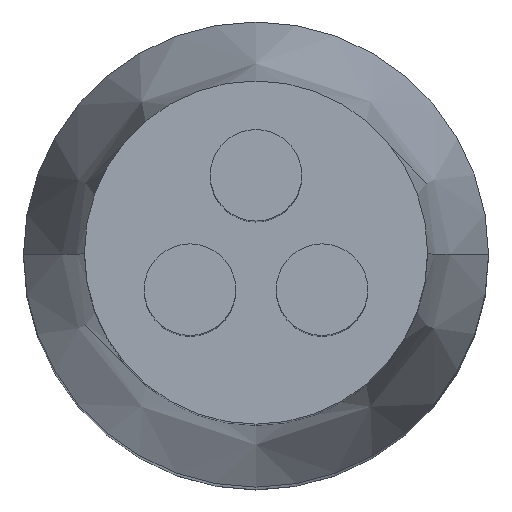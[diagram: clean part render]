
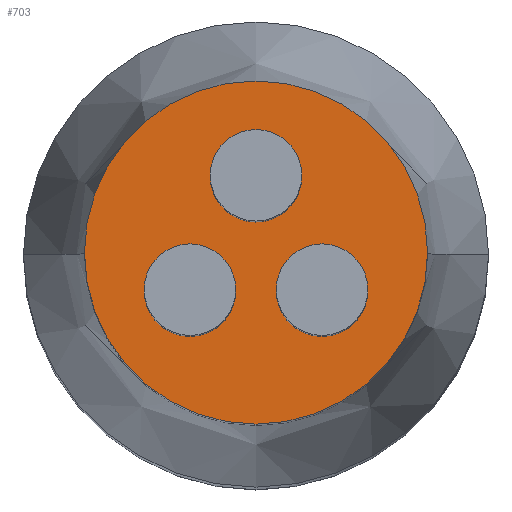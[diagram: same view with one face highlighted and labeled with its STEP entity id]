
A CAD part, top view. The second image highlights one B-rep face of the part: STEP entity #703.
In plain terms, the highlighted planar face has unit normal (0, 0, 1).
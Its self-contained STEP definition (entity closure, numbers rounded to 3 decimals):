
#15 = CARTESIAN_POINT ( 'NONE',  ( -0.866, -0.5, 65. ) ) ;
#16 = CIRCLE ( 'NONE', #500, 2.25 ) ;
#26 = EDGE_CURVE ( 'NONE', #513, #140, #715, .T. ) ;
#37 = PLANE ( 'NONE',  #384 ) ;
#46 = DIRECTION ( 'NONE',  ( 0., 0., 1. ) ) ;
#49 = ORIENTED_EDGE ( 'NONE', *, *, #261, .F. ) ;
#62 = AXIS2_PLACEMENT_3D ( 'NONE', #181, #683, #244 ) ;
#72 = DIRECTION ( 'NONE',  ( 0., 0., -1. ) ) ;
#78 = DIRECTION ( 'NONE',  ( -0.5, 0.866, 0. ) ) ;
#95 = EDGE_LOOP ( 'NONE', ( #438, #617 ) ) ;
#105 = DIRECTION ( 'NONE',  ( 0., 0., 1. ) ) ;
#111 = CARTESIAN_POINT ( 'NONE',  ( -0.866, -0.5, 65. ) ) ;
#110 = AXIS2_PLACEMENT_3D ( 'NONE', #463, #46, #539 ) ;
#114 = CARTESIAN_POINT ( 'NONE',  ( 0., 0., 65. ) ) ;
#119 = ORIENTED_EDGE ( 'NONE', *, *, #798, .F. ) ;
#124 = CARTESIAN_POINT ( 'NONE',  ( 0.266, -0.5, 65. ) ) ;
#130 = VERTEX_POINT ( 'NONE', #775 ) ;
#132 = DIRECTION ( 'NONE',  ( 0., 0., 1. ) ) ;
#136 = FACE_OUTER_BOUND ( 'NONE', #388, .T. ) ;
#140 = VERTEX_POINT ( 'NONE', #289 ) ;
#169 = VERTEX_POINT ( 'NONE', #585 ) ;
#177 = ORIENTED_EDGE ( 'NONE', *, *, #761, .F. ) ;
#180 = DIRECTION ( 'NONE',  ( -1., 0., 0. ) ) ;
#181 = CARTESIAN_POINT ( 'NONE',  ( 0., 1., 65. ) ) ;
#198 = AXIS2_PLACEMENT_3D ( 'NONE', #111, #390, #316 ) ;
#207 = CIRCLE ( 'NONE', #110, 0.6 ) ;
#226 = EDGE_CURVE ( 'NONE', #563, #169, #16, .T. ) ;
#244 = DIRECTION ( 'NONE',  ( 1., 0., 0. ) ) ;
#261 = EDGE_CURVE ( 'NONE', #350, #387, #300, .T. ) ;
#265 = EDGE_CURVE ( 'NONE', #140, #513, #297, .T. ) ;
#271 = AXIS2_PLACEMENT_3D ( 'NONE', #550, #132, #625 ) ;
#277 = CARTESIAN_POINT ( 'NONE',  ( 0., 1., 65. ) ) ;
#289 = CARTESIAN_POINT ( 'NONE',  ( -0.266, -0.5, 65. ) ) ;
#297 = CIRCLE ( 'NONE', #408, 0.6 ) ;
#300 = CIRCLE ( 'NONE', #392, 0.6 ) ;
#316 = DIRECTION ( 'NONE',  ( -0.5, 0.866, 0. ) ) ;
#342 = FACE_BOUND ( 'NONE', #95, .T. ) ;
#350 = VERTEX_POINT ( 'NONE', #662 ) ;
#354 = DIRECTION ( 'NONE',  ( 1., 0., 0. ) ) ;
#384 = AXIS2_PLACEMENT_3D ( 'NONE', #525, #105, #600 ) ;
#387 = VERTEX_POINT ( 'NONE', #723 ) ;
#388 = EDGE_LOOP ( 'NONE', ( #593, #177 ) ) ;
#390 = DIRECTION ( 'NONE',  ( 0., 0., 1. ) ) ;
#392 = AXIS2_PLACEMENT_3D ( 'NONE', #277, #773, #354 ) ;
#394 = CIRCLE ( 'NONE', #271, 0.6 ) ;
#408 = AXIS2_PLACEMENT_3D ( 'NONE', #15, #501, #78 ) ;
#414 = EDGE_CURVE ( 'NONE', #387, #350, #560, .T. ) ;
#429 = EDGE_LOOP ( 'NONE', ( #119, #487 ) ) ;
#438 = ORIENTED_EDGE ( 'NONE', *, *, #26, .F. ) ;
#463 = CARTESIAN_POINT ( 'NONE',  ( 0.866, -0.5, 65. ) ) ;
#476 = CARTESIAN_POINT ( 'NONE',  ( -1.466, -0.5, 65. ) ) ;
#486 = EDGE_CURVE ( 'NONE', #130, #495, #394, .T. ) ;
#487 = ORIENTED_EDGE ( 'NONE', *, *, #486, .F. ) ;
#493 = CARTESIAN_POINT ( 'NONE',  ( 0., 0., 65. ) ) ;
#495 = VERTEX_POINT ( 'NONE', #124 ) ;
#500 = AXIS2_PLACEMENT_3D ( 'NONE', #493, #72, #567 ) ;
#501 = DIRECTION ( 'NONE',  ( 0., 0., 1. ) ) ;
#510 = FACE_BOUND ( 'NONE', #429, .T. ) ;
#513 = VERTEX_POINT ( 'NONE', #476 ) ;
#525 = CARTESIAN_POINT ( 'NONE',  ( 0., 0., 65. ) ) ;
#539 = DIRECTION ( 'NONE',  ( -0.5, -0.866, 0. ) ) ;
#543 = EDGE_LOOP ( 'NONE', ( #671, #49 ) ) ;
#550 = CARTESIAN_POINT ( 'NONE',  ( 0.866, -0.5, 65. ) ) ;
#560 = CIRCLE ( 'NONE', #62, 0.6 ) ;
#563 = VERTEX_POINT ( 'NONE', #875 ) ;
#567 = DIRECTION ( 'NONE',  ( -1., 0., 0. ) ) ;
#585 = CARTESIAN_POINT ( 'NONE',  ( 2.25, 0., 65. ) ) ;
#589 = CIRCLE ( 'NONE', #767, 2.25 ) ;
#593 = ORIENTED_EDGE ( 'NONE', *, *, #226, .F. ) ;
#600 = DIRECTION ( 'NONE',  ( 1., 0., 0. ) ) ;
#608 = DIRECTION ( 'NONE',  ( 0., 0., -1. ) ) ;
#617 = ORIENTED_EDGE ( 'NONE', *, *, #265, .F. ) ;
#625 = DIRECTION ( 'NONE',  ( -0.5, -0.866, 0. ) ) ;
#662 = CARTESIAN_POINT ( 'NONE',  ( 0.6, 1., 65. ) ) ;
#671 = ORIENTED_EDGE ( 'NONE', *, *, #414, .F. ) ;
#683 = DIRECTION ( 'NONE',  ( 0., 0., 1. ) ) ;
#703 = ADVANCED_FACE ( 'NONE', ( #510, #136, #714, #342 ), #37, .T. ) ;
#714 = FACE_BOUND ( 'NONE', #543, .T. ) ;
#715 = CIRCLE ( 'NONE', #198, 0.6 ) ;
#723 = CARTESIAN_POINT ( 'NONE',  ( -0.6, 1., 65. ) ) ;
#761 = EDGE_CURVE ( 'NONE', #169, #563, #589, .T. ) ;
#767 = AXIS2_PLACEMENT_3D ( 'NONE', #114, #608, #180 ) ;
#773 = DIRECTION ( 'NONE',  ( 0., 0., 1. ) ) ;
#775 = CARTESIAN_POINT ( 'NONE',  ( 1.466, -0.5, 65. ) ) ;
#798 = EDGE_CURVE ( 'NONE', #495, #130, #207, .T. ) ;
#875 = CARTESIAN_POINT ( 'NONE',  ( -2.25, 0., 65. ) ) ;
